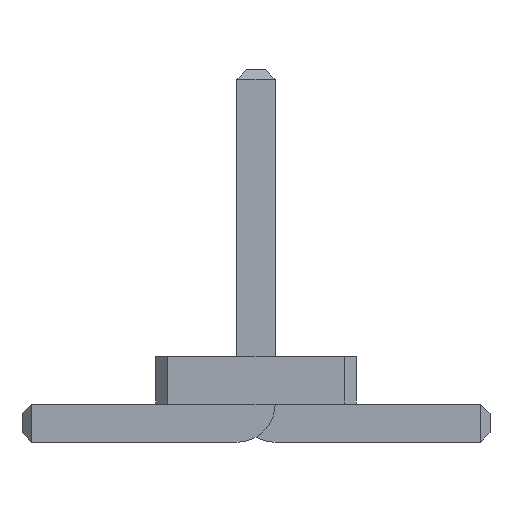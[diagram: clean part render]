
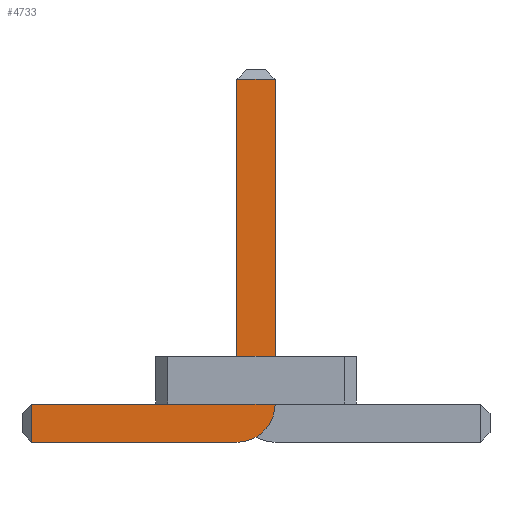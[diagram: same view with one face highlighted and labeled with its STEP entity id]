
A CAD part, front view. The second image highlights one B-rep face of the part: STEP entity #4733.
In plain terms, the highlighted planar face has unit normal (0, -1, 0).
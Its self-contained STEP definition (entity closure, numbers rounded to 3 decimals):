
#56=DIRECTION('',(0.,-1.,0.));
#67=DIRECTION('',(1.,0.,0.));
#1010=VECTOR('',#67,1.);
#1063=DIRECTION('',(-1.,0.,0.));
#2003=VECTOR('',#1063,1.);
#2161=DIRECTION('',(0.,0.,-1.));
#2180=VECTOR('',#2161,1.);
#4561=VECTOR('',#4562,1.);
#4562=DIRECTION('',(0.,0.,1.));
#4584=DIRECTION('',(0.,-1.,0.));
#4585=DIRECTION('',(-1.,0.,0.));
#4592=VERTEX_POINT('',#4593);
#4593=CARTESIAN_POINT('',(-2.35,-10.36,0.));
#4596=ORIENTED_EDGE('',*,*,#4597,.T.);
#4597=EDGE_CURVE('',#4592,#4598,#4600,.T.);
#4598=VERTEX_POINT('',#4599);
#4599=CARTESIAN_POINT('',(-0.2,-10.36,0.));
#4600=LINE('',#4601,#1010);
#4601=CARTESIAN_POINT('',(-2.45,-10.36,0.));
#4634=VERTEX_POINT('',#4635);
#4635=CARTESIAN_POINT('',(0.2,-10.36,0.4));
#4638=EDGE_CURVE('',#4598,#4634,#4639,.T.);
#4639=CIRCLE('',#4640,0.4);
#4640=AXIS2_PLACEMENT_3D('',#4641,#56,#2161);
#4641=CARTESIAN_POINT('',(-0.2,-10.36,0.4));
#4649=VERTEX_POINT('',#4641);
#4651=ORIENTED_EDGE('',*,*,#4652,.T.);
#4652=EDGE_CURVE('',#4649,#4653,#4655,.T.);
#4653=VERTEX_POINT('',#4654);
#4654=CARTESIAN_POINT('',(-2.35,-10.36,0.4));
#4655=LINE('',#4641,#2003);
#4665=ORIENTED_EDGE('',*,*,#4666,.T.);
#4666=EDGE_CURVE('',#4634,#4667,#4669,.T.);
#4667=VERTEX_POINT('',#4668);
#4668=CARTESIAN_POINT('',(0.2,-10.36,3.8));
#4669=LINE('',#4670,#4561);
#4670=CARTESIAN_POINT('',(0.2,-10.36,0.));
#4683=VERTEX_POINT('',#4684);
#4684=CARTESIAN_POINT('',(-0.2,-10.36,3.8));
#4686=ORIENTED_EDGE('',*,*,#4687,.T.);
#4687=EDGE_CURVE('',#4683,#4649,#4688,.T.);
#4688=LINE('',#4689,#2180);
#4689=CARTESIAN_POINT('',(-0.2,-10.36,3.9));
#4733=ADVANCED_FACE('',(#4734),#4743,.T.);
#4734=FACE_BOUND('',#4735,.T.);
#4735=EDGE_LOOP('',(#4596,#4736,#4665,#4737,#4686,#4651,#4740));
#4736=ORIENTED_EDGE('',*,*,#4638,.T.);
#4737=ORIENTED_EDGE('',*,*,#4738,.T.);
#4738=EDGE_CURVE('',#4667,#4683,#4739,.T.);
#4739=LINE('',#4668,#2003);
#4740=ORIENTED_EDGE('',*,*,#4741,.T.);
#4741=EDGE_CURVE('',#4653,#4592,#4742,.T.);
#4742=LINE('',#4654,#2180);
#4743=PLANE('',#4744);
#4744=AXIS2_PLACEMENT_3D('',#4745,#4584,#4585);
#4745=CARTESIAN_POINT('',(-0.524,-10.36,1.349));
